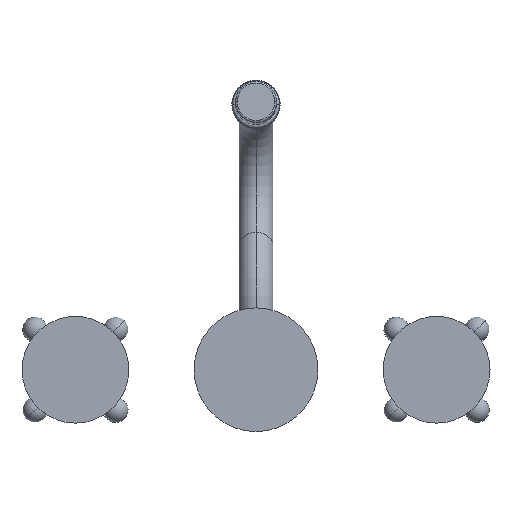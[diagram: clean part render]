
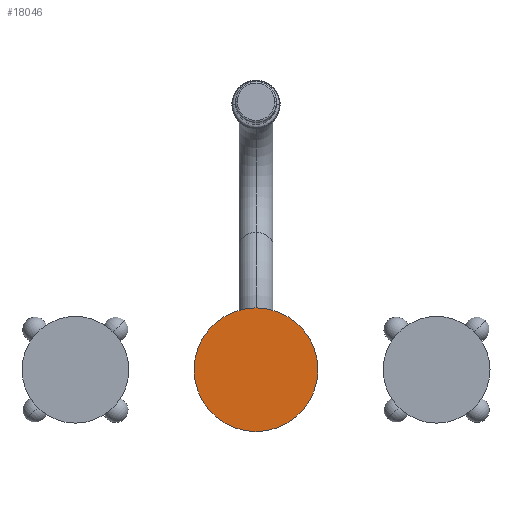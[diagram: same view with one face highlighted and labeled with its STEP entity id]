
A CAD part, front view. The second image highlights one B-rep face of the part: STEP entity #18046.
In plain terms, the highlighted planar face has unit normal (0, -1, 0).
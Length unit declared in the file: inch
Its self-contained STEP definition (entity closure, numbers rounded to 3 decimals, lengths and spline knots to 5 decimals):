
#7719=CARTESIAN_POINT('',(0.,0.,0.));
#7720=DIRECTION('',(0.,1.,0.));
#7721=DIRECTION('',(0.,0.,1.));
#7722=AXIS2_PLACEMENT_3D('',#7719,#7720,#7721);
#7724=CARTESIAN_POINT('',(0.,0.,0.));
#7725=DIRECTION('',(0.,1.,0.));
#7726=DIRECTION('',(0.,0.,-1.));
#7727=AXIS2_PLACEMENT_3D('',#7724,#7725,#7726);
#10652=CARTESIAN_POINT('',(0.,0.,1.37));
#10653=CARTESIAN_POINT('',(0.,0.,-1.37));
#10654=VERTEX_POINT('',#10652);
#10655=VERTEX_POINT('',#10653);
#18036=CARTESIAN_POINT('',(0.,0.,0.));
#18037=DIRECTION('',(0.,-1.,0.));
#18038=DIRECTION('',(0.,0.,1.));
#18039=AXIS2_PLACEMENT_3D('',#18036,#18037,#18038);
#18040=PLANE('',#18039);
#18041=ORIENTED_EDGE('',*,*,#18025,.T.);
#18043=ORIENTED_EDGE('',*,*,#18042,.T.);
#18044=EDGE_LOOP('',(#18041,#18043));
#18045=FACE_OUTER_BOUND('',#18044,.F.);
#18046=ADVANCED_FACE('',(#18045),#18040,.T.);
#7723=CIRCLE('',#7722,1.37);
#7728=CIRCLE('',#7727,1.37);
#18025=EDGE_CURVE('',#10654,#10655,#7723,.T.);
#18042=EDGE_CURVE('',#10655,#10654,#7728,.T.);
